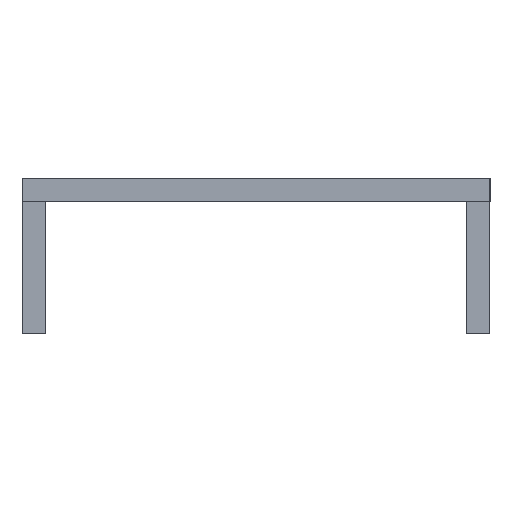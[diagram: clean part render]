
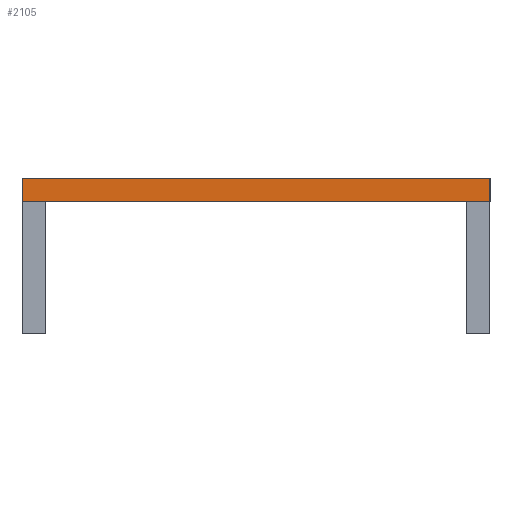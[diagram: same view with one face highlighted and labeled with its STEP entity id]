
A CAD part, left-side view. The second image highlights one B-rep face of the part: STEP entity #2105.
In plain terms, the highlighted planar face has unit normal (-1, 0, 0).
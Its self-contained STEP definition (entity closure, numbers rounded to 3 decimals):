
#26 = CARTESIAN_POINT ( 'NONE',  ( -272., 15., -1.5 ) ) ;
#138 = LINE ( 'NONE', #1245, #1654 ) ;
#152 = AXIS2_PLACEMENT_3D ( 'NONE', #1585, #1777, #1965 ) ;
#173 = ORIENTED_EDGE ( 'NONE', *, *, #1573, .T. ) ;
#178 = EDGE_LOOP ( 'NONE', ( #509, #1037, #1760, #173 ) ) ;
#197 = VERTEX_POINT ( 'NONE', #1940 ) ;
#317 = LINE ( 'NONE', #2081, #1989 ) ;
#384 = EDGE_CURVE ( 'NONE', #197, #668, #138, .T. ) ;
#405 = FACE_OUTER_BOUND ( 'NONE', #178, .T. ) ;
#408 = VECTOR ( 'NONE', #2311, 1000. ) ;
#413 = CARTESIAN_POINT ( 'NONE',  ( -272., 15., 0. ) ) ;
#472 = VECTOR ( 'NONE', #784, 1000. ) ;
#487 = PLANE ( 'NONE',  #152 ) ;
#509 = ORIENTED_EDGE ( 'NONE', *, *, #1811, .F. ) ;
#668 = VERTEX_POINT ( 'NONE', #413 ) ;
#669 = VERTEX_POINT ( 'NONE', #2252 ) ;
#713 = DIRECTION ( 'NONE',  ( 0., 0., 1. ) ) ;
#784 = DIRECTION ( 'NONE',  ( 0., -1., 0. ) ) ;
#938 = DIRECTION ( 'NONE',  ( 0., 0., 1. ) ) ;
#965 = LINE ( 'NONE', #26, #472 ) ;
#1037 = ORIENTED_EDGE ( 'NONE', *, *, #384, .F. ) ;
#1064 = EDGE_CURVE ( 'NONE', #197, #1493, #965, .T. ) ;
#1245 = CARTESIAN_POINT ( 'NONE',  ( -272., 15., -1.5 ) ) ;
#1363 = CARTESIAN_POINT ( 'NONE',  ( -272., -15., -1.5 ) ) ;
#1493 = VERTEX_POINT ( 'NONE', #1363 ) ;
#1573 = EDGE_CURVE ( 'NONE', #1493, #669, #317, .T. ) ;
#1585 = CARTESIAN_POINT ( 'NONE',  ( -272., 15., -1.5 ) ) ;
#1654 = VECTOR ( 'NONE', #713, 1000. ) ;
#1760 = ORIENTED_EDGE ( 'NONE', *, *, #1064, .T. ) ;
#1777 = DIRECTION ( 'NONE',  ( -1., 0., 0. ) ) ;
#1811 = EDGE_CURVE ( 'NONE', #668, #669, #2108, .T. ) ;
#1940 = CARTESIAN_POINT ( 'NONE',  ( -272., 15., -1.5 ) ) ;
#1965 = DIRECTION ( 'NONE',  ( 0., 0., 1. ) ) ;
#1989 = VECTOR ( 'NONE', #938, 1000. ) ;
#2081 = CARTESIAN_POINT ( 'NONE',  ( -272., -15., -1.5 ) ) ;
#2105 = ADVANCED_FACE ( 'NONE', ( #405 ), #487, .T. ) ;
#2108 = LINE ( 'NONE', #2303, #408 ) ;
#2252 = CARTESIAN_POINT ( 'NONE',  ( -272., -15., 0. ) ) ;
#2303 = CARTESIAN_POINT ( 'NONE',  ( -272., 15., 0. ) ) ;
#2311 = DIRECTION ( 'NONE',  ( 0., -1., 0. ) ) ;
